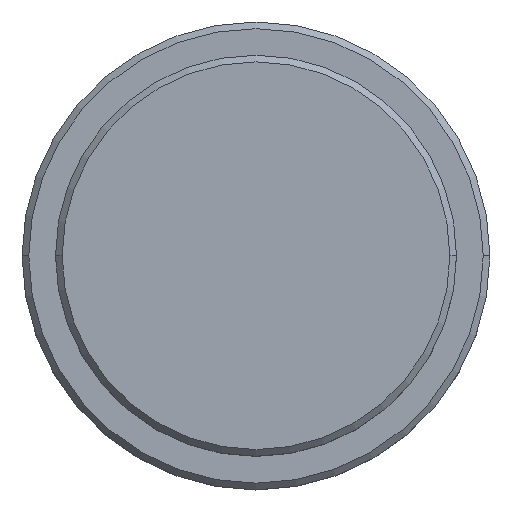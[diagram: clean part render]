
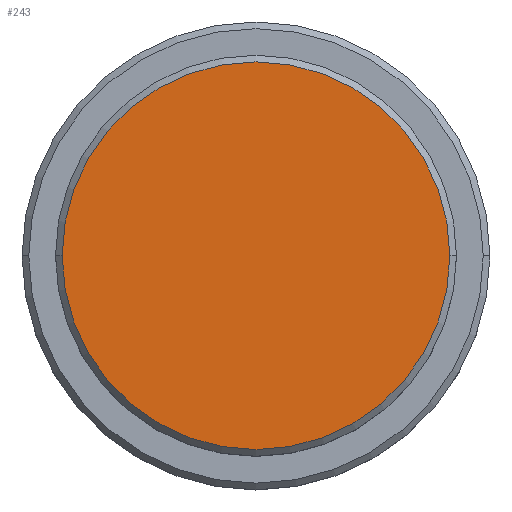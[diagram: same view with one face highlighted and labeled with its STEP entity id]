
A CAD part, top view. The second image highlights one B-rep face of the part: STEP entity #243.
In plain terms, the highlighted planar face has unit normal (0, 0, 1).
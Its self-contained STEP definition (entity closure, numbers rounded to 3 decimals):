
#17 = CARTESIAN_POINT ( 'NONE',  ( 14.5, 0., 0. ) ) ;
#89 = DIRECTION ( 'NONE',  ( 1., 0., 0. ) ) ;
#187 = PLANE ( 'NONE',  #899 ) ;
#212 = VERTEX_POINT ( 'NONE', #17 ) ;
#214 = ORIENTED_EDGE ( 'NONE', *, *, #1182, .T. ) ;
#243 = ADVANCED_FACE ( 'NONE', ( #974 ), #187, .T. ) ;
#269 = EDGE_CURVE ( 'NONE', #1174, #212, #1162, .T. ) ;
#303 = DIRECTION ( 'NONE',  ( 1., 0., 0. ) ) ;
#331 = CARTESIAN_POINT ( 'NONE',  ( 0., 0., 0. ) ) ;
#355 = ORIENTED_EDGE ( 'NONE', *, *, #269, .T. ) ;
#418 = DIRECTION ( 'NONE',  ( 0., 0., 1. ) ) ;
#440 = EDGE_LOOP ( 'NONE', ( #355, #214 ) ) ;
#490 = CARTESIAN_POINT ( 'NONE',  ( -14.5, 0., 0. ) ) ;
#607 = AXIS2_PLACEMENT_3D ( 'NONE', #1255, #1175, #303 ) ;
#624 = AXIS2_PLACEMENT_3D ( 'NONE', #933, #1090, #1398 ) ;
#899 = AXIS2_PLACEMENT_3D ( 'NONE', #331, #418, #89 ) ;
#933 = CARTESIAN_POINT ( 'NONE',  ( 0., 0., 0. ) ) ;
#974 = FACE_OUTER_BOUND ( 'NONE', #440, .T. ) ;
#988 = CIRCLE ( 'NONE', #607, 14.5 ) ;
#1090 = DIRECTION ( 'NONE',  ( 0., 0., 1. ) ) ;
#1162 = CIRCLE ( 'NONE', #624, 14.5 ) ;
#1174 = VERTEX_POINT ( 'NONE', #490 ) ;
#1175 = DIRECTION ( 'NONE',  ( 0., 0., 1. ) ) ;
#1182 = EDGE_CURVE ( 'NONE', #212, #1174, #988, .T. ) ;
#1255 = CARTESIAN_POINT ( 'NONE',  ( 0., 0., 0. ) ) ;
#1398 = DIRECTION ( 'NONE',  ( 1., 0., 0. ) ) ;
